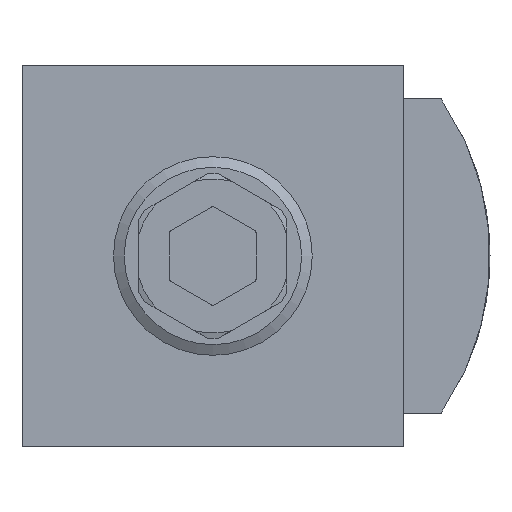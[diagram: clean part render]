
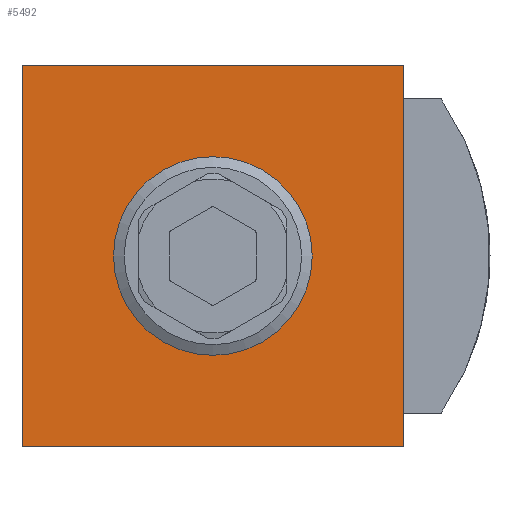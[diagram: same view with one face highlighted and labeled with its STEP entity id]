
A CAD part, front view. The second image highlights one B-rep face of the part: STEP entity #5492.
In plain terms, the highlighted planar face has unit normal (0, -1, 0).
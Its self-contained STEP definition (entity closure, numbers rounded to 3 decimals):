
#82=PLANE('',#5772);
#266=LINE('',#7191,#696);
#344=LINE('',#7401,#774);
#353=LINE('',#7418,#783);
#418=LINE('',#7570,#848);
#696=VECTOR('',#6056,1000.);
#774=VECTOR('',#6204,1000.);
#783=VECTOR('',#6215,1000.);
#848=VECTOR('',#6338,1000.);
#1418=ORIENTED_EDGE('',*,*,#2499,.F.);
#1419=ORIENTED_EDGE('',*,*,#2288,.F.);
#1420=ORIENTED_EDGE('',*,*,#2389,.F.);
#1421=ORIENTED_EDGE('',*,*,#2398,.F.);
#1422=ORIENTED_EDGE('',*,*,#2479,.F.);
#2288=EDGE_CURVE('',#2865,#2866,#266,.T.);
#2389=EDGE_CURVE('',#2944,#2865,#344,.T.);
#2398=EDGE_CURVE('',#2951,#2944,#353,.T.);
#2479=EDGE_CURVE('',#2866,#2951,#418,.T.);
#2499=EDGE_CURVE('',#3020,#3020,#3272,.F.);
#2865=VERTEX_POINT('',#7190);
#2866=VERTEX_POINT('',#7192);
#2944=VERTEX_POINT('',#7400);
#2951=VERTEX_POINT('',#7417);
#3020=VERTEX_POINT('',#7609);
#3272=CIRCLE('',#5773,16.132);
#3394=EDGE_LOOP('',(#1418));
#3395=EDGE_LOOP('',(#1419,#1420,#1421,#1422));
#3658=FACE_BOUND('',#3394,.T.);
#3659=FACE_BOUND('',#3395,.T.);
#5492=ADVANCED_FACE('',(#3658,#3659),#82,.F.);
#5772=AXIS2_PLACEMENT_3D('',#7607,#6376,#6377);
#5773=AXIS2_PLACEMENT_3D('',#7608,#6378,#6379);
#6056=DIRECTION('',(0.,0.,1.));
#6204=DIRECTION('',(-1.,0.,0.));
#6215=DIRECTION('',(0.,0.,-1.));
#6338=DIRECTION('',(1.,0.,0.));
#6376=DIRECTION('',(0.,1.,0.));
#6377=DIRECTION('',(0.,0.,1.));
#6378=DIRECTION('',(0.,1.,0.));
#6379=DIRECTION('',(0.,0.,1.));
#7190=CARTESIAN_POINT('',(-31.,-45.,-31.));
#7191=CARTESIAN_POINT('',(-31.,-45.,-31.));
#7192=CARTESIAN_POINT('',(-31.,-45.,31.));
#7400=CARTESIAN_POINT('',(31.,-45.,-31.));
#7401=CARTESIAN_POINT('',(31.,-45.,-31.));
#7417=CARTESIAN_POINT('',(31.,-45.,31.));
#7418=CARTESIAN_POINT('',(31.,-45.,31.));
#7570=CARTESIAN_POINT('',(-31.,-45.,31.));
#7607=CARTESIAN_POINT('',(0.,-45.,0.));
#7608=CARTESIAN_POINT('',(0.,-45.,0.));
#7609=CARTESIAN_POINT('',(0.,-45.,16.132));
